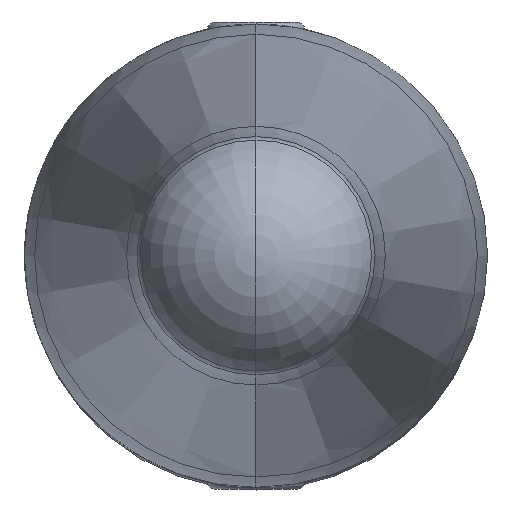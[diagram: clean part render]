
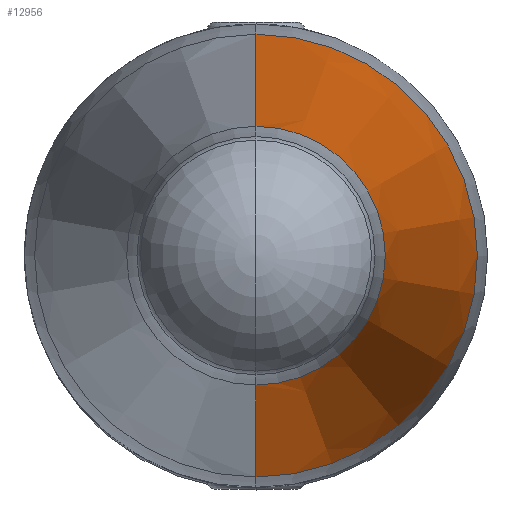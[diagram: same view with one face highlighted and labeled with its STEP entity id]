
A CAD part, left-side view. The second image highlights one B-rep face of the part: STEP entity #12956.
In plain terms, the highlighted conical face has half-angle 6.135 degrees and reference radius 3.669 mm.
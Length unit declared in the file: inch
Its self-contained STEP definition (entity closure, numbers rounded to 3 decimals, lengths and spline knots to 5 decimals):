
#582 = CARTESIAN_POINT ( 'NONE',  ( -4.76344, 0., -0.14445 ) ) ;
#653 = CARTESIAN_POINT ( 'NONE',  ( -3.80656, 0., 0.2473 ) ) ;
#798 = CARTESIAN_POINT ( 'NONE',  ( -3.80656, 0., -0.2473 ) ) ;
#863 = AXIS2_PLACEMENT_3D ( 'NONE', #14879, #14873, #14887 ) ;
#1147 = CIRCLE ( 'NONE', #12847, 0.2473 ) ;
#1246 = AXIS2_PLACEMENT_3D ( 'NONE', #5899, #5900, #5909 ) ;
#1422 = VERTEX_POINT ( 'NONE', #582 ) ;
#1443 = VERTEX_POINT ( 'NONE', #653 ) ;
#1579 = VERTEX_POINT ( 'NONE', #798 ) ;
#1786 = LINE ( 'NONE', #16613, #11947 ) ;
#3869 = ORIENTED_EDGE ( 'NONE', *, *, #4685, .F. ) ;
#3976 = ORIENTED_EDGE ( 'NONE', *, *, #6889, .T. ) ;
#4075 = ORIENTED_EDGE ( 'NONE', *, *, #4804, .T. ) ;
#4085 = ORIENTED_EDGE ( 'NONE', *, *, #6865, .F. ) ;
#4685 = EDGE_CURVE ( 'NONE', #1443, #1579, #1147, .T. ) ;
#4804 = EDGE_CURVE ( 'NONE', #1422, #1579, #1786, .T. ) ;
#4838 = EDGE_LOOP ( 'NONE', ( #4085, #3976, #4075, #3869 ) ) ;
#5899 = CARTESIAN_POINT ( 'NONE',  ( -4.76344, 0., 0. ) ) ;
#5900 = DIRECTION ( 'NONE',  ( 1., 0., 0. ) ) ;
#5909 = DIRECTION ( 'NONE',  ( 0., 0., -1. ) ) ;
#6206 = LINE ( 'NONE', #6798, #6210 ) ;
#6210 = VECTOR ( 'NONE', #6829, 39.37008 ) ;
#6238 = CIRCLE ( 'NONE', #863, 0.14445 ) ;
#6798 = CARTESIAN_POINT ( 'NONE',  ( -4.76344, 0., 0.14445 ) ) ;
#6829 = DIRECTION ( 'NONE',  ( 0.994, 0., 0.107 ) ) ;
#6865 = EDGE_CURVE ( 'NONE', #9259, #1443, #6206, .T. ) ;
#6889 = EDGE_CURVE ( 'NONE', #9259, #1422, #6238, .T. ) ;
#9259 = VERTEX_POINT ( 'NONE', #17319 ) ;
#9651 = FACE_OUTER_BOUND ( 'NONE', #4838, .T. ) ;
#9660 = CONICAL_SURFACE ( 'NONE', #1246, 0.14445, 0.107 ) ;
#11947 = VECTOR ( 'NONE', #16617, 39.37008 ) ;
#12847 = AXIS2_PLACEMENT_3D ( 'NONE', #18437, #18646, #18596 ) ;
#12956 = ADVANCED_FACE ( 'NONE', ( #9651 ), #9660, .T. ) ;
#14873 = DIRECTION ( 'NONE',  ( 1., 0., 0. ) ) ;
#14879 = CARTESIAN_POINT ( 'NONE',  ( -4.76344, 0., 0. ) ) ;
#14887 = DIRECTION ( 'NONE',  ( 0., 0., -1. ) ) ;
#16613 = CARTESIAN_POINT ( 'NONE',  ( -4.76344, 0., -0.14445 ) ) ;
#16617 = DIRECTION ( 'NONE',  ( 0.994, 0., -0.107 ) ) ;
#17319 = CARTESIAN_POINT ( 'NONE',  ( -4.76344, 0., 0.14445 ) ) ;
#18437 = CARTESIAN_POINT ( 'NONE',  ( -3.80656, 0., 0. ) ) ;
#18596 = DIRECTION ( 'NONE',  ( 0., 0., -1. ) ) ;
#18646 = DIRECTION ( 'NONE',  ( 1., 0., 0. ) ) ;
